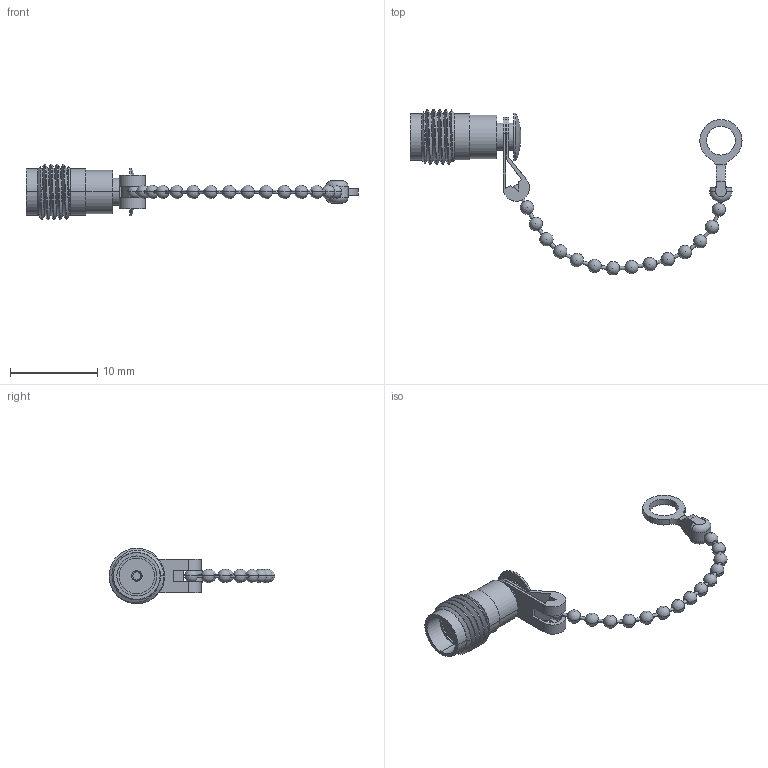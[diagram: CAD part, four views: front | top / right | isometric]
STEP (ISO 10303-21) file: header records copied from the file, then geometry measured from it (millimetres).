
FILE_DESCRIPTION (( 'STEP AP214' ), '1' );
FILE_NAME ('PE6195_3D.STEP', '2021-08-19T22:56:14', ( '' ), ( '' ), 'SwSTEP 2.0', 'SolidWorks 2021', '' );
FILE_SCHEMA (( 'AUTOMOTIVE_DESIGN' ));
Length unit declared in the file: inch
Products named in the file (1): PE6195_3D
Bounding box: 37.99 x 18.97 x 6.34 mm (x, y, z)
Volume: 290.1 mm3; surface area: 767.9 mm2
Topology: 5 solids, 5 shells, 194 faces, 588 edges, 375 vertices
Faces by surface type: plane 58, cylinder 57, bspline 35, sphere 34, torus 6, cone 4
Entity records: 9879 total; most frequent: CARTESIAN_POINT 5273, ORIENTED_EDGE 1008, DIRECTION 882, EDGE_CURVE 504, AXIS2_PLACEMENT_3D 350, VERTEX_POINT 323, EDGE_LOOP 207, ADVANCED_FACE 194
